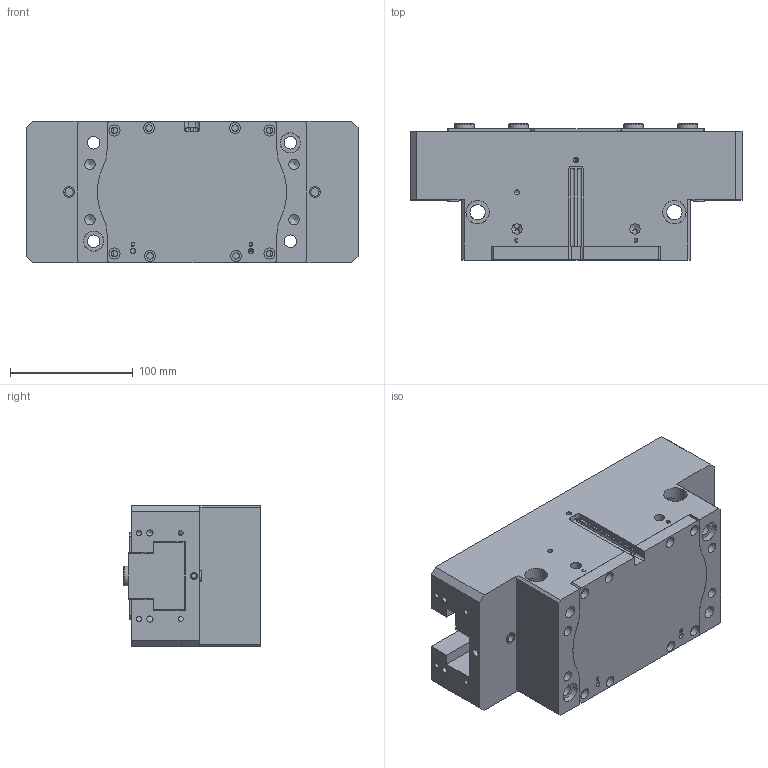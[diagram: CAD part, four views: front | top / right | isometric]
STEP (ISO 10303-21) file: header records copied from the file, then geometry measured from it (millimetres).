
FILE_DESCRIPTION(/* description */ ('ASSIEME CORSA 30 mm PER GRIFFA'),/* implementation_level */ '2;1');
FILE_NAME(/* name */ 'PGP-240-C1-cliente.stp',/* time_stamp */ '2019-09-12T10:31:06+02:00',/* author */ ('tecnico'),/* organization */ (''),/* preprocessor_version */ 'ST-DEVELOPER v17',/* originating_system */ 'Autodesk Inventor 2019',/* authorisation */ '');
FILE_SCHEMA (('AUTOMOTIVE_DESIGN { 1 0 10303 214 3 1 1 }'));
Length unit declared in the file: millimetre
Products named in the file (7): PGP-240-C1-cliente; PGP-240-CORPO-cliente; PGP-240-COPERCHIO; PGP-240-FONDELLO-CLIENTE; PZP-240-GRIFFA C1; BOCCOLA SENSORE M8; BOCCOLA 16H7L8.9
Assembly tree (11 placements, depth 2):
  PGP-240-C1-cliente
    PGP-240-CORPO-cliente
    PGP-240-COPERCHIO
    PGP-240-FONDELLO-CLIENTE
    PZP-240-GRIFFA C1  x2
    BOCCOLA 16H7L8.9  x4
    BOCCOLA SENSORE M8  x2
Bounding box: 270 x 111 x 115 mm (x, y, z)
Volume: 2448961.4 mm3; surface area: 320733.9 mm2
Topology: 11 solids, 11 shells, 496 faces, 1417 edges, 976 vertices
Faces by surface type: plane 217, cylinder 146, cone 73, bspline 60
Full cylindrical faces by diameter (mm): 2.459 x8, 3.2 x4, 3.5 x8, 4.134 x25, 4.2 x5, 4.917 x2, 5 x4, 5.2 x8, 6 x2, 6.647 x2, 8.376 x4, 8.5 x2, 8.566 x2, 9 x12, 10.106 x8, 12.5 x4, 12.6 x4, 16 x12, 18 x6, 19 x2
Entity records: 15710 total; most frequent: CARTESIAN_POINT 4086, ORIENTED_EDGE 2394, DIRECTION 2224, EDGE_CURVE 1197, VERTEX_POINT 860, AXIS2_PLACEMENT_3D 811, LINE 602, VECTOR 602
